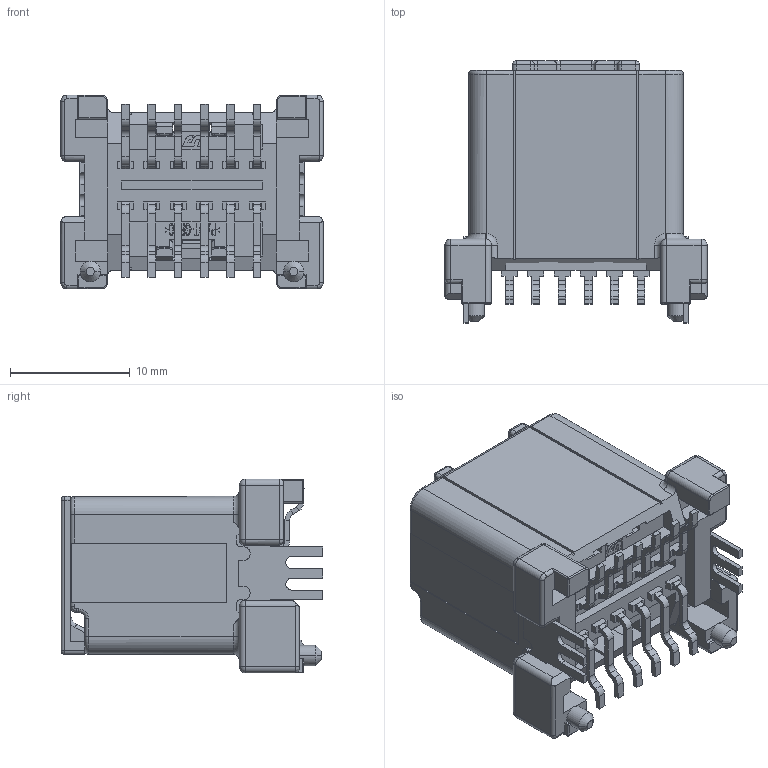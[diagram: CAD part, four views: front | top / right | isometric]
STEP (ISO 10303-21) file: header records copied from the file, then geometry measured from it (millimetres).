
FILE_DESCRIPTION((''),'2;1');
FILE_NAME('025_II_SMT_12M_V_HSG_REV01','2023-01-04T09:40:55',('jhryu'),(''),'CREO PARAMETRIC BY PTC INC, 2017380','CREO PARAMETRIC BY PTC INC, 2017380','');
FILE_SCHEMA(('CONFIG_CONTROL_DESIGN'));
Products named in the file (1): 025_II_SMT_12M_V_HSG_REV01
Bounding box: 21.93 x 21.9 x 16.2 mm (x, y, z)
Volume: 1828.4 mm3; surface area: 3862.7 mm2
Topology: 3 solids, 51 shells, 2234 faces, 5689 edges, 3590 vertices
Faces by surface type: plane 1641, cylinder 489, torus 48, sphere 32, bspline 12, cone 12
Entity records: 66675 total; most frequent: CARTESIAN_POINT 12235, ORIENTED_EDGE 11378, DIRECTION 11071, EDGE_CURVE 5689, VECTOR 4591, LINE 4591, VERTEX_POINT 3590, AXIS2_PLACEMENT_3D 3240
